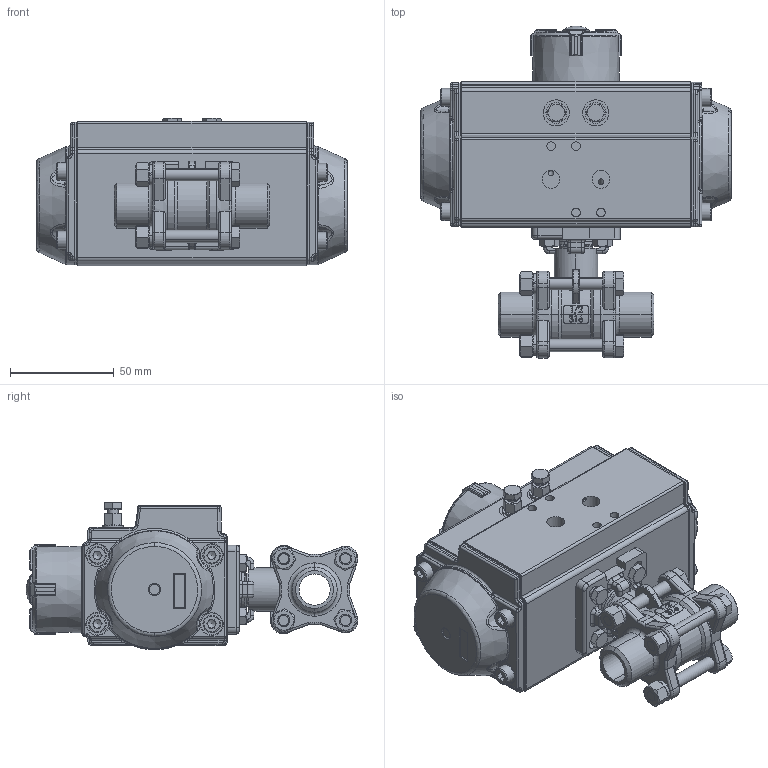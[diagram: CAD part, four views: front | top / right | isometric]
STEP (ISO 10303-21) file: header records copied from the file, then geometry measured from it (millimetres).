
FILE_DESCRIPTION(/* description */ ('Unknown'),/* implementation_level */ '2;1');
FILE_NAME(/* name */ 'PE01 9337-04',/* time_stamp */ '2025-02-04T11:53:07+01:00',/* author */ ('Unknown'),/* organization */ ('Unknown'),/* preprocessor_version */ 'ST-DEVELOPER v19.4',/* originating_system */ 'Solid Edge',/* authorisation */ 'Unknown');
FILE_SCHEMA (('TECHNICAL_DATA_PACKAGING','AUTOMOTIVE_DESIGN {1 0 10303 214 3 1 1}'));
Products named in the file (27): PE019337-04; 9337-04_oa_0; MV-83B-G(J)-DN15; MV-83-FS-DN15; MV-83-DD-DN15; MV-83H-T(J)-DN15; MV-83-YT-DN15; MV-83-LZ-DN15; MV-83-Z-DN15; Hexagon nuts grade C GB_GB_FASTENER_NUT_SNC1 M6-N; MV-83-LM-DN15; Spring lock washers--Normal type GB_GB_FASTENER_WASHER_SW 6; DIN 933 M5x16 A2-70 BLK_EDST; PD02_PE01; vt50-2016-06-25; hex bolt gradeab_din_ISO 4014 - M5 x 25 x 16-N; huosai50; vt50-2016-06-25 _______MIR; zhou50; VTE50____; plain washers-n series-grade a gb_GB_FASTENER_WASHER_PWNA 5; hex nut gradec_din_Hexagon Nut ISO 4034 - M5 - N; Optische Anzeige; ______; ________(___________; cup head nib bolts with large head gb_GB_FASTENER_BOLT_CHNBW M6X25-N; socket head cap screw_din_DIN 912 M5 x 16 --- 16N
Assembly tree (54 placements, depth 4):
  PE019337-04
    9337-04_oa_0
      MV-83B-G(J)-DN15  x2
      MV-83-FS-DN15
      MV-83-DD-DN15  x2
      MV-83H-T(J)-DN15
      MV-83-YT-DN15
      MV-83-LZ-DN15  x4
      MV-83-Z-DN15
      Hexagon nuts grade C GB_GB_FASTENER_NUT_SNC1 M6-N  x4
      MV-83-LM-DN15
      Spring lock washers--Normal type GB_GB_FASTENER_WASHER_SW 6  x4
    DIN 933 M5x16 A2-70 BLK_EDST  x4
    PD02_PE01
      vt50-2016-06-25
      hex bolt gradeab_din_ISO 4014 - M5 x 25 x 16-N  x2
      huosai50  x2
      vt50-2016-06-25 _______MIR
      zhou50
      VTE50____
      plain washers-n series-grade a gb_GB_FASTENER_WASHER_PWNA 5  x2
      hex nut gradec_din_Hexagon Nut ISO 4034 - M5 - N  x2
      Optische Anzeige
        ______
        ________(___________  x4
        cup head nib bolts with large head gb_GB_FASTENER_BOLT_CHNBW M6X25-N
      socket head cap screw_din_DIN 912 M5 x 16 --- 16N  x8
Bounding box: 149.4 x 159.65 x 70.92 mm (x, y, z)
Volume: 445917.1 mm3; surface area: 181680.4 mm2
Topology: 51 solids, 51 shells, 3385 faces, 8298 edges, 5129 vertices
Faces by surface type: plane 1148, cylinder 1031, bspline 431, torus 383, cone 359, sphere 33
Full cylindrical faces by diameter (mm): 2.5 x2, 3 x16, 3.3 x8, 4.134 x20, 4.2 x2, 4.66 x1, 4.917 x7, 5 x16, 5.3 x2, 5.5 x1, 6 x1, 6.2 x1, 8 x6, 8.5 x8, 8.566 x2, 10 x4, 11 x1, 11.4 x1, 12 x2, 12.5 x2, 12.9 x1, 13 x12, 13.5 x2, 14 x5, 16.5 x2, 21.2 x1, 21.4 x1, 22.5 x1, 25 x4, 38.5 x1
Entity records: 94413 total; most frequent: CARTESIAN_POINT 41709, ORIENTED_EDGE 11142, DIRECTION 9763, EDGE_CURVE 5571, AXIS2_PLACEMENT_3D 3840, VERTEX_POINT 3648, FACE_BOUND 2865, EDGE_LOOP 2844
